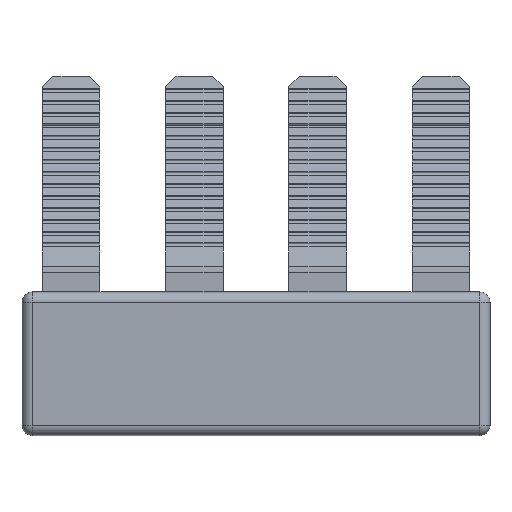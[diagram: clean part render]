
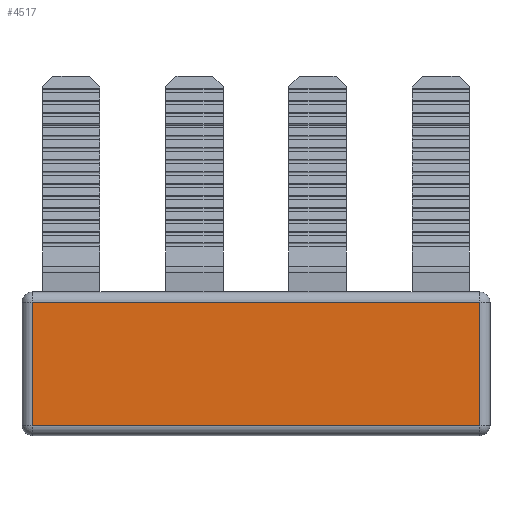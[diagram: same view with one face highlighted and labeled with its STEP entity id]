
A CAD part, front view. The second image highlights one B-rep face of the part: STEP entity #4517.
In plain terms, the highlighted planar face has unit normal (0, -1, 0).
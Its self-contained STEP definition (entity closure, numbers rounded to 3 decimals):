
#67 = EDGE_LOOP ( 'NONE', ( #5070, #10925, #12572, #3376 ) ) ;
#548 = CARTESIAN_POINT ( 'NONE',  ( -28.9, -1.1, 5.647 ) ) ;
#550 = DIRECTION ( 'NONE',  ( 0., -1., 0. ) ) ;
#837 = EDGE_CURVE ( 'NONE', #6736, #3309, #7432, .T. ) ;
#950 = CARTESIAN_POINT ( 'NONE',  ( -29.4, -1.1, 5.647 ) ) ;
#1407 = VECTOR ( 'NONE', #5838, 1000. ) ;
#1981 = DIRECTION ( 'NONE',  ( -1., 0., 0. ) ) ;
#2167 = FACE_OUTER_BOUND ( 'NONE', #67, .T. ) ;
#2682 = VECTOR ( 'NONE', #6818, 1000. ) ;
#3028 = CARTESIAN_POINT ( 'NONE',  ( -7.1, -1.1, 0. ) ) ;
#3302 = EDGE_CURVE ( 'NONE', #3309, #7085, #12238, .T. ) ;
#3309 = VERTEX_POINT ( 'NONE', #548 ) ;
#3376 = ORIENTED_EDGE ( 'NONE', *, *, #3302, .T. ) ;
#3826 = CARTESIAN_POINT ( 'NONE',  ( -7.1, -1.1, 5.647 ) ) ;
#4192 = VERTEX_POINT ( 'NONE', #14089 ) ;
#4382 = EDGE_CURVE ( 'NONE', #4192, #6736, #13365, .T. ) ;
#4517 = ADVANCED_FACE ( 'NONE', ( #2167 ), #7371, .T. ) ;
#5070 = ORIENTED_EDGE ( 'NONE', *, *, #5187, .T. ) ;
#5187 = EDGE_CURVE ( 'NONE', #7085, #4192, #9204, .T. ) ;
#5271 = DIRECTION ( 'NONE',  ( 0., 0., 1. ) ) ;
#5838 = DIRECTION ( 'NONE',  ( 0., 0., -1. ) ) ;
#6736 = VERTEX_POINT ( 'NONE', #3826 ) ;
#6818 = DIRECTION ( 'NONE',  ( 1., 0., 0. ) ) ;
#7041 = DIRECTION ( 'NONE',  ( 0., 0., -1. ) ) ;
#7085 = VERTEX_POINT ( 'NONE', #11488 ) ;
#7289 = CARTESIAN_POINT ( 'NONE',  ( -28.9, -1.1, -0.853 ) ) ;
#7371 = PLANE ( 'NONE',  #8406 ) ;
#7432 = LINE ( 'NONE', #950, #14063 ) ;
#8406 = AXIS2_PLACEMENT_3D ( 'NONE', #11043, #550, #7041 ) ;
#9204 = LINE ( 'NONE', #13319, #2682 ) ;
#10925 = ORIENTED_EDGE ( 'NONE', *, *, #4382, .T. ) ;
#11043 = CARTESIAN_POINT ( 'NONE',  ( 0., -1.1, 0. ) ) ;
#11488 = CARTESIAN_POINT ( 'NONE',  ( -28.9, -1.1, -0.353 ) ) ;
#12238 = LINE ( 'NONE', #7289, #1407 ) ;
#12572 = ORIENTED_EDGE ( 'NONE', *, *, #837, .T. ) ;
#13319 = CARTESIAN_POINT ( 'NONE',  ( 29.4, -1.1, -0.353 ) ) ;
#13365 = LINE ( 'NONE', #3028, #14962 ) ;
#14063 = VECTOR ( 'NONE', #1981, 1000. ) ;
#14089 = CARTESIAN_POINT ( 'NONE',  ( -7.1, -1.1, -0.353 ) ) ;
#14962 = VECTOR ( 'NONE', #5271, 1000. ) ;
